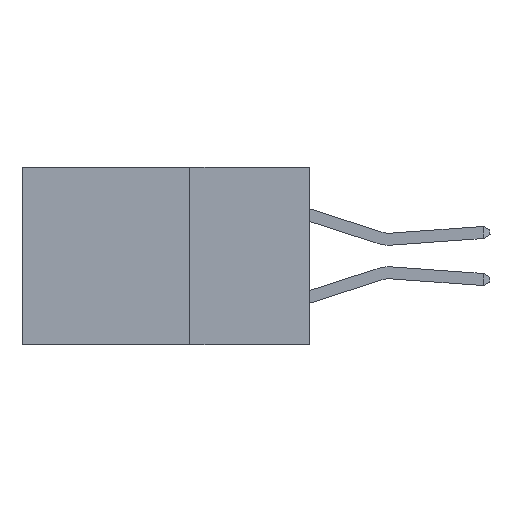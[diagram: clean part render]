
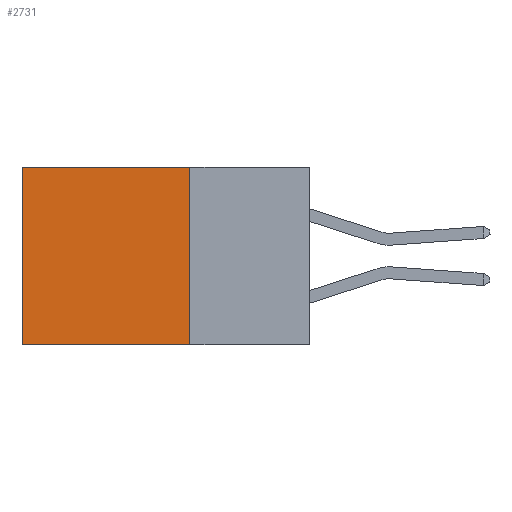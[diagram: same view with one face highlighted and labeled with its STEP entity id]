
A CAD part, left-side view. The second image highlights one B-rep face of the part: STEP entity #2731.
In plain terms, the highlighted planar face has unit normal (-1, 0, 0).
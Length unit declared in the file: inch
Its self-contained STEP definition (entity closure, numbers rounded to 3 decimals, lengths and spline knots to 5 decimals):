
#279 = AXIS2_PLACEMENT_3D ( 'NONE', #6783, #5704, #5694 ) ;
#284 = DIRECTION ( 'NONE',  ( 0., 1., 0. ) ) ;
#885 = VERTEX_POINT ( 'NONE', #6357 ) ;
#1560 = VERTEX_POINT ( 'NONE', #4843 ) ;
#1680 = LINE ( 'NONE', #3603, #9114 ) ;
#2208 = LINE ( 'NONE', #9882, #4989 ) ;
#2298 = CARTESIAN_POINT ( 'NONE',  ( 0.2615, 0.6, -0.37 ) ) ;
#2417 = EDGE_CURVE ( 'NONE', #885, #12174, #2208, .T. ) ;
#2731 = ADVANCED_FACE ( 'NONE', ( #2931 ), #5772, .F. ) ;
#2931 = FACE_OUTER_BOUND ( 'NONE', #4120, .T. ) ;
#2971 = VECTOR ( 'NONE', #5366, 39.37008 ) ;
#3603 = CARTESIAN_POINT ( 'NONE',  ( 0.2615, 0.25, -0.37 ) ) ;
#4120 = EDGE_LOOP ( 'NONE', ( #5110, #12601, #8035, #8330 ) ) ;
#4554 = EDGE_CURVE ( 'NONE', #885, #1560, #1680, .T. ) ;
#4843 = CARTESIAN_POINT ( 'NONE',  ( 0.2615, 0.25, -0.37 ) ) ;
#4989 = VECTOR ( 'NONE', #8683, 39.37008 ) ;
#5110 = ORIENTED_EDGE ( 'NONE', *, *, #7574, .T. ) ;
#5366 = DIRECTION ( 'NONE',  ( 0., 0., -1. ) ) ;
#5436 = CARTESIAN_POINT ( 'NONE',  ( 0.2615, 0.6, -0.37 ) ) ;
#5694 = DIRECTION ( 'NONE',  ( 0., 0., -1. ) ) ;
#5704 = DIRECTION ( 'NONE',  ( 1., 0., 0. ) ) ;
#5772 = PLANE ( 'NONE',  #279 ) ;
#6041 = DIRECTION ( 'NONE',  ( 0., 0., -1. ) ) ;
#6357 = CARTESIAN_POINT ( 'NONE',  ( 0.2615, 0.25, 0. ) ) ;
#6783 = CARTESIAN_POINT ( 'NONE',  ( 0.2615, 0.25, -0.37 ) ) ;
#7377 = VECTOR ( 'NONE', #284, 39.37008 ) ;
#7574 = EDGE_CURVE ( 'NONE', #12174, #9508, #10503, .T. ) ;
#8008 = LINE ( 'NONE', #12172, #7377 ) ;
#8035 = ORIENTED_EDGE ( 'NONE', *, *, #4554, .F. ) ;
#8330 = ORIENTED_EDGE ( 'NONE', *, *, #2417, .T. ) ;
#8683 = DIRECTION ( 'NONE',  ( 0., 1., 0. ) ) ;
#9114 = VECTOR ( 'NONE', #6041, 39.37008 ) ;
#9508 = VERTEX_POINT ( 'NONE', #2298 ) ;
#9882 = CARTESIAN_POINT ( 'NONE',  ( 0.2615, 0.25, 0. ) ) ;
#10503 = LINE ( 'NONE', #5436, #2971 ) ;
#11015 = CARTESIAN_POINT ( 'NONE',  ( 0.2615, 0.6, 0. ) ) ;
#12172 = CARTESIAN_POINT ( 'NONE',  ( 0.2615, 0.25, -0.37 ) ) ;
#12174 = VERTEX_POINT ( 'NONE', #11015 ) ;
#12360 = EDGE_CURVE ( 'NONE', #1560, #9508, #8008, .T. ) ;
#12601 = ORIENTED_EDGE ( 'NONE', *, *, #12360, .F. ) ;
